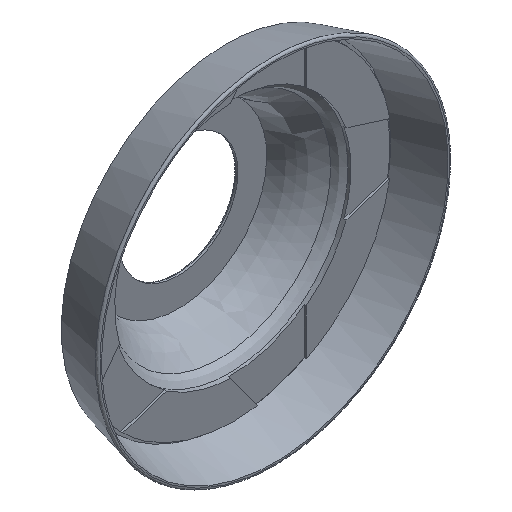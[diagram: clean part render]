
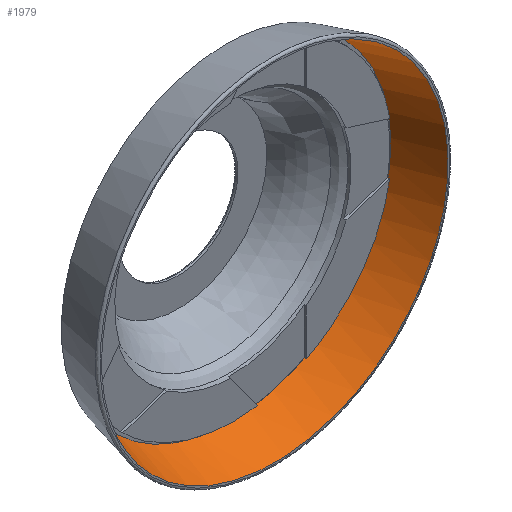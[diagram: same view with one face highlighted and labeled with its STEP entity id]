
A CAD part, isometric view. The second image highlights one B-rep face of the part: STEP entity #1979.
In plain terms, the highlighted free-form (B-spline) face has degree [2, 1] with [9, 2] control points.
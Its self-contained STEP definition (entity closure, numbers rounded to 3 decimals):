
#269 = EDGE_CURVE('',#270,#270,#272,.T.);
#270 = VERTEX_POINT('',#271);
#271 = CARTESIAN_POINT('',(0.,0.,152.008));
#272 = ( BOUNDED_CURVE() B_SPLINE_CURVE(2,(#273,#274,#275,#276,#277,#278
,#279),.UNSPECIFIED.,.T.,.F.) B_SPLINE_CURVE_WITH_KNOTS((3,2,2,3),(
    3.142,5.236,7.33,9.425),
.PIECEWISE_BEZIER_KNOTS.) CURVE() GEOMETRIC_REPRESENTATION_ITEM() 
RATIONAL_B_SPLINE_CURVE((1.,0.5,1.,0.5,1.,0.5,1.)) REPRESENTATION_ITEM(
  '') );
#273 = CARTESIAN_POINT('',(0.,0.,152.008));
#274 = CARTESIAN_POINT('',(263.286,0.,152.008));
#275 = CARTESIAN_POINT('',(131.643,0.,-76.004));
#276 = CARTESIAN_POINT('',(0.,0.,-304.016));
#277 = CARTESIAN_POINT('',(-131.643,0.,-76.004));
#278 = CARTESIAN_POINT('',(-263.286,0.,152.008));
#279 = CARTESIAN_POINT('',(0.,0.,152.008));
#1932 = EDGE_CURVE('',#1933,#1933,#1935,.T.);
#1933 = VERTEX_POINT('',#1934);
#1934 = CARTESIAN_POINT('',(0.,39.61,
    141.28));
#1935 = ( BOUNDED_CURVE() B_SPLINE_CURVE(2,(#1936,#1937,#1938,#1939,
#1940,#1941,#1942),.UNSPECIFIED.,.T.,.F.) B_SPLINE_CURVE_WITH_KNOTS((3,2
    ,2,3),(3.142,5.236,7.33,9.425),
.PIECEWISE_BEZIER_KNOTS.) CURVE() GEOMETRIC_REPRESENTATION_ITEM() 
RATIONAL_B_SPLINE_CURVE((1.,0.5,1.,0.5,1.,0.5,1.)) REPRESENTATION_ITEM(
  '') );
#1936 = CARTESIAN_POINT('',(0.,39.61,
    141.28));
#1937 = CARTESIAN_POINT('',(244.705,39.61,
    141.28));
#1938 = CARTESIAN_POINT('',(122.352,39.61,
    -70.64));
#1939 = CARTESIAN_POINT('',(0.,39.61,
    -282.561));
#1940 = CARTESIAN_POINT('',(-122.352,39.61,
    -70.64));
#1941 = CARTESIAN_POINT('',(-244.705,39.61,
    141.28));
#1942 = CARTESIAN_POINT('',(0.,39.61,
    141.28));
#1979 = ADVANCED_FACE('',(#1980),#1990,.F.);
#1980 = FACE_BOUND('',#1981,.F.);
#1981 = EDGE_LOOP('',(#1982,#1987,#1988,#1989));
#1982 = ORIENTED_EDGE('',*,*,#1983,.T.);
#1983 = EDGE_CURVE('',#270,#1933,#1984,.T.);
#1984 = B_SPLINE_CURVE_WITH_KNOTS('',1,(#1985,#1986),.UNSPECIFIED.,.F.,
  .F.,(2,2),(-18.876,17.307),.PIECEWISE_BEZIER_KNOTS.);
#1985 = CARTESIAN_POINT('',(0.,0.,
    152.008));
#1986 = CARTESIAN_POINT('',(0.,39.61,
    141.28));
#1987 = ORIENTED_EDGE('',*,*,#1932,.F.);
#1988 = ORIENTED_EDGE('',*,*,#1983,.F.);
#1989 = ORIENTED_EDGE('',*,*,#269,.T.);
#1990 = ( BOUNDED_SURFACE() B_SPLINE_SURFACE(2,1,(
    (#1991,#1992)
    ,(#1993,#1994)
    ,(#1995,#1996)
    ,(#1997,#1998)
    ,(#1999,#2000)
    ,(#2001,#2002)
    ,(#2003,#2004)
    ,(#2005,#2006)
    ,(#2007,#2008
)),.UNSPECIFIED.,.T.,.F.,.F.) B_SPLINE_SURFACE_WITH_KNOTS((3,2,2,2,3),(2
    ,2),(-3.142,-2.094,0.,2.094,3.142)
  ,(-17.307,18.876),.UNSPECIFIED.) 
GEOMETRIC_REPRESENTATION_ITEM() RATIONAL_B_SPLINE_SURFACE((
    (0.75,0.75)
    ,(0.75,0.75)
    ,(1.,1.)
    ,(0.5,0.5)
    ,(1.,1.)
    ,(0.5,0.5)
    ,(1.,1.)
    ,(0.75,0.75)
,(0.75,0.75))) REPRESENTATION_ITEM('') SURFACE() );
#1991 = CARTESIAN_POINT('',(0.,39.61,
    141.28));
#1992 = CARTESIAN_POINT('',(0.,0.,
    152.008));
#1993 = CARTESIAN_POINT('',(-81.568,39.61,
    141.28));
#1994 = CARTESIAN_POINT('',(-87.762,0.,
    152.008));
#1995 = CARTESIAN_POINT('',(-122.352,39.61,
    70.64));
#1996 = CARTESIAN_POINT('',(-131.643,0.,
    76.004));
#1997 = CARTESIAN_POINT('',(-244.705,39.61,
    -141.28));
#1998 = CARTESIAN_POINT('',(-263.286,0.,
    -152.008));
#1999 = CARTESIAN_POINT('',(0.,39.61,-141.28));
#2000 = CARTESIAN_POINT('',(0.,0.,-152.008));
#2001 = CARTESIAN_POINT('',(244.705,39.61,
    -141.28));
#2002 = CARTESIAN_POINT('',(263.286,0.,
    -152.008));
#2003 = CARTESIAN_POINT('',(122.352,39.61,
    70.64));
#2004 = CARTESIAN_POINT('',(131.643,0.,
    76.004));
#2005 = CARTESIAN_POINT('',(81.568,39.61,
    141.28));
#2006 = CARTESIAN_POINT('',(87.762,0.,
    152.008));
#2007 = CARTESIAN_POINT('',(0.,39.61,
    141.28));
#2008 = CARTESIAN_POINT('',(0.,0.,
    152.008));
